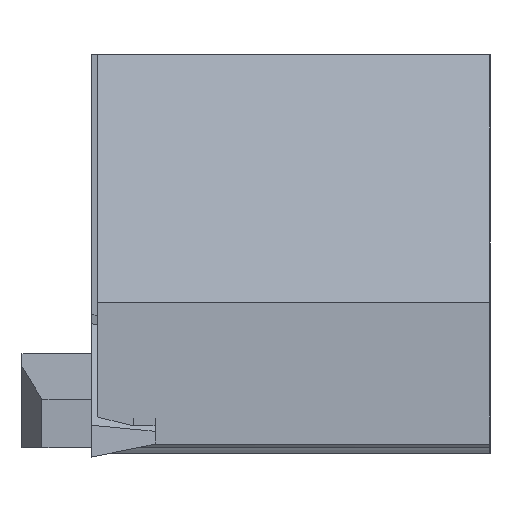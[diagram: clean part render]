
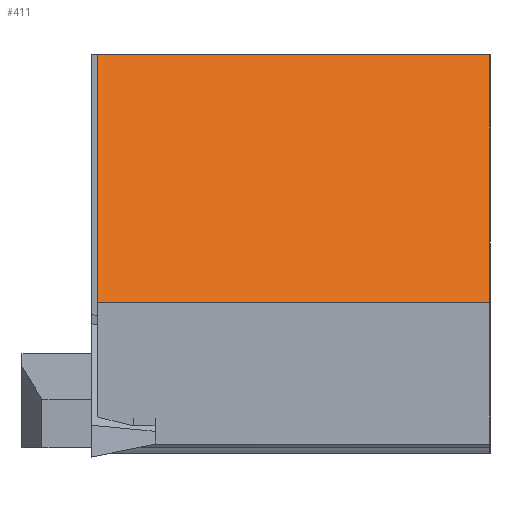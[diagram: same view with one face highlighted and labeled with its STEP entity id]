
A CAD part, left-side view. The second image highlights one B-rep face of the part: STEP entity #411.
In plain terms, the highlighted planar face has unit normal (-0.616, 0, 0.788).
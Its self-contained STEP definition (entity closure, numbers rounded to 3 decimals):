
#11 = ORIENTED_EDGE ( 'NONE', *, *, #132, .F. ) ;
#43 = CARTESIAN_POINT ( 'NONE',  ( 16.66, -20., -20. ) ) ;
#132 = EDGE_CURVE ( 'NONE', #797, #1519, #1224, .T. ) ;
#214 = CARTESIAN_POINT ( 'NONE',  ( 16.66, -0.3, -20. ) ) ;
#234 = AXIS2_PLACEMENT_3D ( 'NONE', #972, #1355, #1498 ) ;
#305 = VERTEX_POINT ( 'NONE', #1452 ) ;
#342 = VECTOR ( 'NONE', #775, 1000. ) ;
#364 = DIRECTION ( 'NONE',  ( 0., -1., 0. ) ) ;
#408 = CARTESIAN_POINT ( 'NONE',  ( 0.754, -20., -32.427 ) ) ;
#411 = ADVANCED_FACE ( 'NONE', ( #1091 ), #1521, .F. ) ;
#414 = EDGE_CURVE ( 'NONE', #305, #1519, #765, .T. ) ;
#435 = ORIENTED_EDGE ( 'NONE', *, *, #414, .T. ) ;
#487 = ORIENTED_EDGE ( 'NONE', *, *, #793, .F. ) ;
#502 = CARTESIAN_POINT ( 'NONE',  ( 16.66, -0.3, -20. ) ) ;
#567 = EDGE_LOOP ( 'NONE', ( #1613, #435, #11, #487 ) ) ;
#619 = VERTEX_POINT ( 'NONE', #502 ) ;
#635 = CARTESIAN_POINT ( 'NONE',  ( 0.754, 162.824, -32.427 ) ) ;
#637 = CARTESIAN_POINT ( 'NONE',  ( -3.388, -20., -35.663 ) ) ;
#765 = LINE ( 'NONE', #635, #1022 ) ;
#775 = DIRECTION ( 'NONE',  ( -0.788, 0., -0.616 ) ) ;
#793 = EDGE_CURVE ( 'NONE', #619, #797, #813, .T. ) ;
#797 = VERTEX_POINT ( 'NONE', #43 ) ;
#813 = LINE ( 'NONE', #1134, #1778 ) ;
#972 = CARTESIAN_POINT ( 'NONE',  ( 16.66, 162.824, -20. ) ) ;
#1022 = VECTOR ( 'NONE', #364, 1000. ) ;
#1032 = EDGE_CURVE ( 'NONE', #619, #305, #1435, .T. ) ;
#1091 = FACE_OUTER_BOUND ( 'NONE', #567, .T. ) ;
#1134 = CARTESIAN_POINT ( 'NONE',  ( 16.66, -20., -20. ) ) ;
#1224 = LINE ( 'NONE', #637, #342 ) ;
#1290 = DIRECTION ( 'NONE',  ( 0., -1., 0. ) ) ;
#1343 = DIRECTION ( 'NONE',  ( -0.788, 0., -0.616 ) ) ;
#1354 = VECTOR ( 'NONE', #1343, 1000. ) ;
#1355 = DIRECTION ( 'NONE',  ( 0.616, 0., -0.788 ) ) ;
#1435 = LINE ( 'NONE', #214, #1354 ) ;
#1452 = CARTESIAN_POINT ( 'NONE',  ( 0.754, -0.3, -32.427 ) ) ;
#1498 = DIRECTION ( 'NONE',  ( 0.788, 0., 0.616 ) ) ;
#1519 = VERTEX_POINT ( 'NONE', #408 ) ;
#1521 = PLANE ( 'NONE',  #234 ) ;
#1613 = ORIENTED_EDGE ( 'NONE', *, *, #1032, .T. ) ;
#1778 = VECTOR ( 'NONE', #1290, 1000. ) ;
